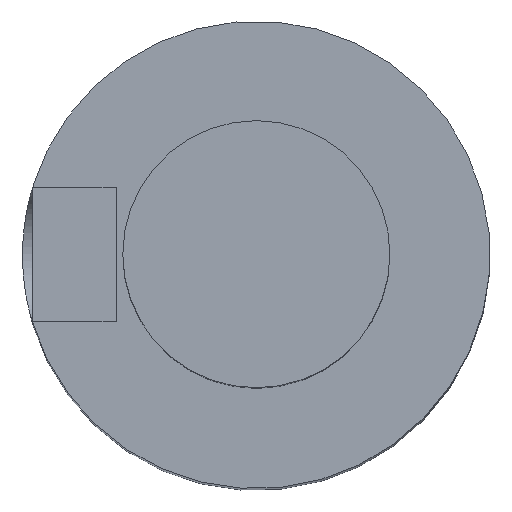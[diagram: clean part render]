
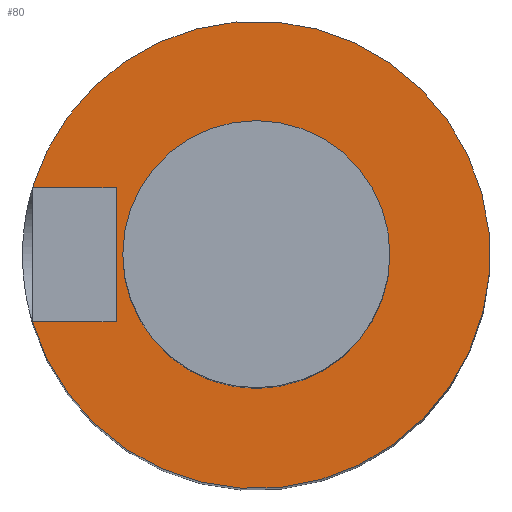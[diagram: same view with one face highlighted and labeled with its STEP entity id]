
A CAD part, top view. The second image highlights one B-rep face of the part: STEP entity #80.
In plain terms, the highlighted planar face has unit normal (0, 0, 1).
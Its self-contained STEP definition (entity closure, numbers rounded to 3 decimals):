
#60=PLANE('',#435);
#80=ADVANCED_FACE('',(#107),#60,.T.);
#107=FACE_OUTER_BOUND('',#130,.T.);
#130=EDGE_LOOP('',(#237,#238,#239,#240));
#160=LINE('',#649,#193);
#161=LINE('',#652,#194);
#162=LINE('',#653,#195);
#193=VECTOR('',#493,1.);
#194=VECTOR('',#494,1.);
#195=VECTOR('',#495,1.);
#237=ORIENTED_EDGE('',*,*,#357,.T.);
#238=ORIENTED_EDGE('',*,*,#358,.T.);
#239=ORIENTED_EDGE('',*,*,#353,.F.);
#240=ORIENTED_EDGE('',*,*,#359,.T.);
#320=VERTEX_POINT('',#611);
#321=VERTEX_POINT('',#612);
#324=VERTEX_POINT('',#650);
#325=VERTEX_POINT('',#651);
#353=EDGE_CURVE('',#320,#321,#392,.T.);
#357=EDGE_CURVE('',#324,#325,#160,.T.);
#358=EDGE_CURVE('',#325,#321,#161,.T.);
#359=EDGE_CURVE('',#320,#324,#162,.T.);
#392=CIRCLE('',#433,7.);
#433=AXIS2_PLACEMENT_3D('',#610,#487,#488);
#435=AXIS2_PLACEMENT_3D('',#654,#496,#497);
#487=DIRECTION('',(0.,0.,-1.));
#488=DIRECTION('',(-1.,0.,0.));
#493=DIRECTION('',(0.,-1.,0.));
#494=DIRECTION('',(-1.,0.,0.));
#495=DIRECTION('',(1.,0.,0.));
#496=DIRECTION('',(0.,0.,1.));
#497=DIRECTION('',(1.,0.,0.));
#610=CARTESIAN_POINT('',(0.,0.,0.));
#611=CARTESIAN_POINT('',(-6.708,2.,0.));
#612=CARTESIAN_POINT('',(-6.708,-2.,0.));
#649=CARTESIAN_POINT('',(-4.2,0.,0.));
#650=CARTESIAN_POINT('',(-4.2,2.,0.));
#651=CARTESIAN_POINT('',(-4.2,-2.,0.));
#652=CARTESIAN_POINT('',(0.,-2.,0.));
#653=CARTESIAN_POINT('',(0.,2.,0.));
#654=CARTESIAN_POINT('',(0.,0.,0.));
